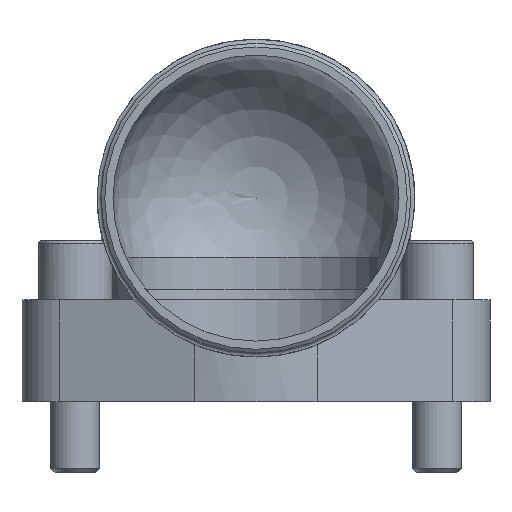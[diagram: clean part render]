
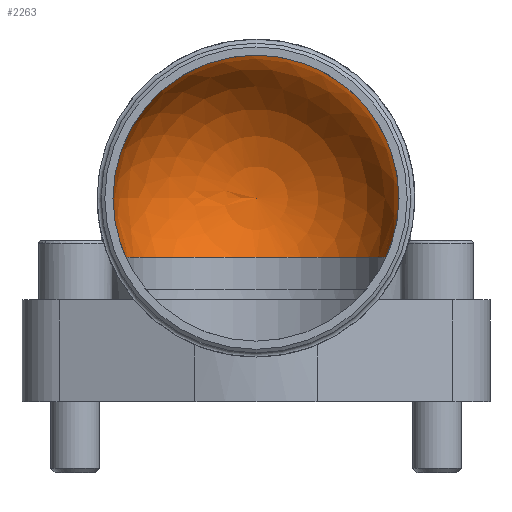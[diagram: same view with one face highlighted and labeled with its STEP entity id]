
A CAD part, left-side view. The second image highlights one B-rep face of the part: STEP entity #2263.
In plain terms, the highlighted spherical face has radius 35.15 mm.
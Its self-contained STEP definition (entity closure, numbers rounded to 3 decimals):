
#37=SPHERICAL_SURFACE('',#2402,35.15);
#375=ORIENTED_EDGE('',*,*,#751,.F.);
#376=ORIENTED_EDGE('',*,*,#759,.F.);
#751=EDGE_CURVE('',#947,#946,#1071,.T.);
#759=EDGE_CURVE('',#946,#947,#1075,.T.);
#946=VERTEX_POINT('',#3226);
#947=VERTEX_POINT('',#3227);
#1071=CIRCLE('',#2395,32.);
#1075=CIRCLE('',#2403,35.15);
#1152=EDGE_LOOP('',(#375,#376));
#1322=FACE_BOUND('',#1152,.T.);
#2263=ADVANCED_FACE('',(#1322),#37,.F.);
#2395=AXIS2_PLACEMENT_3D('',#3228,#2621,#2622);
#2402=AXIS2_PLACEMENT_3D('',#3256,#2637,#2638);
#2403=AXIS2_PLACEMENT_3D('',#3257,#2639,#2640);
#2621=DIRECTION('',(0.,0.,1.));
#2622=DIRECTION('',(1.,0.,0.));
#2637=DIRECTION('',(1.,0.,0.));
#2638=DIRECTION('',(0.,1.,0.));
#2639=DIRECTION('',(1.,0.,0.));
#2640=DIRECTION('',(0.,0.,-1.));
#3226=CARTESIAN_POINT('',(0.,32.,35.456));
#3227=CARTESIAN_POINT('',(0.,-32.,35.456));
#3228=CARTESIAN_POINT('',(0.,0.,35.456));
#3256=CARTESIAN_POINT('',(0.,0.,50.));
#3257=CARTESIAN_POINT('',(0.,0.,50.));
